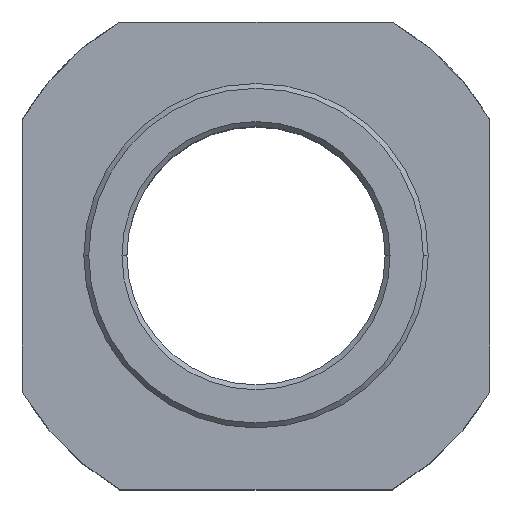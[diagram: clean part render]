
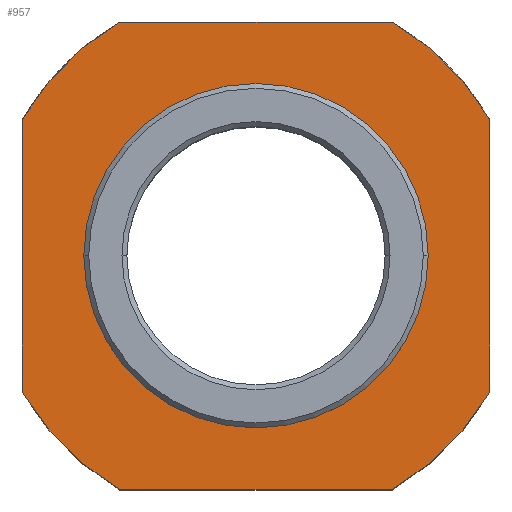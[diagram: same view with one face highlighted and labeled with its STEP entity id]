
A CAD part, top view. The second image highlights one B-rep face of the part: STEP entity #957.
In plain terms, the highlighted planar face has unit normal (0, 0, 1).
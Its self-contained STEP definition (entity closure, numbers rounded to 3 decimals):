
#14 = DIRECTION ( 'NONE',  ( 1., 0., 0. ) ) ;
#18 = CIRCLE ( 'NONE', #1241, 7. ) ;
#19 = DIRECTION ( 'NONE',  ( 0., 0., -1. ) ) ;
#20 = EDGE_LOOP ( 'NONE', ( #880, #663 ) ) ;
#21 = LINE ( 'NONE', #299, #403 ) ;
#31 = DIRECTION ( 'NONE',  ( 0., 0., -1. ) ) ;
#53 = CIRCLE ( 'NONE', #304, 11. ) ;
#74 = AXIS2_PLACEMENT_3D ( 'NONE', #1043, #182, #1118 ) ;
#78 = VERTEX_POINT ( 'NONE', #1236 ) ;
#91 = VECTOR ( 'NONE', #966, 1000. ) ;
#114 = DIRECTION ( 'NONE',  ( 0., 0., -1. ) ) ;
#131 = DIRECTION ( 'NONE',  ( 1., 0., 0. ) ) ;
#142 = LINE ( 'NONE', #219, #91 ) ;
#154 = EDGE_CURVE ( 'NONE', #728, #444, #21, .T. ) ;
#156 = LINE ( 'NONE', #250, #1075 ) ;
#157 = CARTESIAN_POINT ( 'NONE',  ( 9.5, -5.545, 7. ) ) ;
#164 = EDGE_CURVE ( 'NONE', #726, #229, #553, .T. ) ;
#181 = AXIS2_PLACEMENT_3D ( 'NONE', #804, #1086, #816 ) ;
#182 = DIRECTION ( 'NONE',  ( 0., 0., -1. ) ) ;
#192 = ORIENTED_EDGE ( 'NONE', *, *, #994, .F. ) ;
#219 = CARTESIAN_POINT ( 'NONE',  ( -9.5, 5.545, 7. ) ) ;
#229 = VERTEX_POINT ( 'NONE', #1124 ) ;
#230 = AXIS2_PLACEMENT_3D ( 'NONE', #786, #783, #600 ) ;
#250 = CARTESIAN_POINT ( 'NONE',  ( -5.545, -9.5, 7. ) ) ;
#299 = CARTESIAN_POINT ( 'NONE',  ( 5.545, 9.5, 7. ) ) ;
#304 = AXIS2_PLACEMENT_3D ( 'NONE', #352, #31, #1010 ) ;
#322 = EDGE_LOOP ( 'NONE', ( #999, #1193, #192, #518, #1209, #849, #458, #1157 ) ) ;
#325 = AXIS2_PLACEMENT_3D ( 'NONE', #884, #19, #14 ) ;
#352 = CARTESIAN_POINT ( 'NONE',  ( 0., 0., 7. ) ) ;
#357 = CARTESIAN_POINT ( 'NONE',  ( 5.545, 9.5, 7. ) ) ;
#361 = FACE_OUTER_BOUND ( 'NONE', #322, .T. ) ;
#375 = FACE_BOUND ( 'NONE', #20, .T. ) ;
#403 = VECTOR ( 'NONE', #420, 1000. ) ;
#414 = VERTEX_POINT ( 'NONE', #589 ) ;
#416 = DIRECTION ( 'NONE',  ( 0., 1., 0. ) ) ;
#420 = DIRECTION ( 'NONE',  ( -1., 0., 0. ) ) ;
#444 = VERTEX_POINT ( 'NONE', #893 ) ;
#458 = ORIENTED_EDGE ( 'NONE', *, *, #997, .F. ) ;
#462 = EDGE_CURVE ( 'NONE', #1122, #664, #18, .T. ) ;
#495 = CARTESIAN_POINT ( 'NONE',  ( -9.5, 5.545, 7. ) ) ;
#514 = VECTOR ( 'NONE', #416, 1000. ) ;
#518 = ORIENTED_EDGE ( 'NONE', *, *, #586, .T. ) ;
#548 = EDGE_CURVE ( 'NONE', #556, #414, #142, .T. ) ;
#551 = EDGE_CURVE ( 'NONE', #726, #78, #577, .T. ) ;
#553 = LINE ( 'NONE', #982, #514 ) ;
#556 = VERTEX_POINT ( 'NONE', #495 ) ;
#576 = CIRCLE ( 'NONE', #181, 11. ) ;
#577 = CIRCLE ( 'NONE', #325, 11. ) ;
#586 = EDGE_CURVE ( 'NONE', #1001, #78, #156, .T. ) ;
#589 = CARTESIAN_POINT ( 'NONE',  ( -9.5, -5.545, 7. ) ) ;
#600 = DIRECTION ( 'NONE',  ( 1., 0., 0. ) ) ;
#663 = ORIENTED_EDGE ( 'NONE', *, *, #710, .T. ) ;
#664 = VERTEX_POINT ( 'NONE', #1038 ) ;
#689 = PLANE ( 'NONE',  #230 ) ;
#710 = EDGE_CURVE ( 'NONE', #664, #1122, #958, .T. ) ;
#726 = VERTEX_POINT ( 'NONE', #157 ) ;
#728 = VERTEX_POINT ( 'NONE', #357 ) ;
#759 = AXIS2_PLACEMENT_3D ( 'NONE', #1263, #114, #972 ) ;
#783 = DIRECTION ( 'NONE',  ( 0., 0., 1. ) ) ;
#786 = CARTESIAN_POINT ( 'NONE',  ( 0., 0., 7. ) ) ;
#804 = CARTESIAN_POINT ( 'NONE',  ( 0., 0., 7. ) ) ;
#816 = DIRECTION ( 'NONE',  ( 1., 0., 0. ) ) ;
#823 = EDGE_CURVE ( 'NONE', #556, #444, #1185, .T. ) ;
#849 = ORIENTED_EDGE ( 'NONE', *, *, #164, .T. ) ;
#880 = ORIENTED_EDGE ( 'NONE', *, *, #462, .T. ) ;
#884 = CARTESIAN_POINT ( 'NONE',  ( 0., 0., 7. ) ) ;
#893 = CARTESIAN_POINT ( 'NONE',  ( -5.545, 9.5, 7. ) ) ;
#917 = CARTESIAN_POINT ( 'NONE',  ( -5.545, -9.5, 7. ) ) ;
#938 = DIRECTION ( 'NONE',  ( 1., 0., 0. ) ) ;
#957 = ADVANCED_FACE ( 'NONE', ( #375, #361 ), #689, .T. ) ;
#958 = CIRCLE ( 'NONE', #74, 7. ) ;
#966 = DIRECTION ( 'NONE',  ( 0., -1., 0. ) ) ;
#972 = DIRECTION ( 'NONE',  ( 1., 0., 0. ) ) ;
#982 = CARTESIAN_POINT ( 'NONE',  ( 9.5, -5.545, 7. ) ) ;
#989 = DIRECTION ( 'NONE',  ( 0., 0., -1. ) ) ;
#992 = CARTESIAN_POINT ( 'NONE',  ( 0., 0., 7. ) ) ;
#994 = EDGE_CURVE ( 'NONE', #1001, #414, #576, .T. ) ;
#997 = EDGE_CURVE ( 'NONE', #728, #229, #53, .T. ) ;
#999 = ORIENTED_EDGE ( 'NONE', *, *, #823, .F. ) ;
#1001 = VERTEX_POINT ( 'NONE', #917 ) ;
#1010 = DIRECTION ( 'NONE',  ( 1., 0., 0. ) ) ;
#1038 = CARTESIAN_POINT ( 'NONE',  ( -7., 0., 7. ) ) ;
#1043 = CARTESIAN_POINT ( 'NONE',  ( 0., 0., 7. ) ) ;
#1075 = VECTOR ( 'NONE', #938, 1000. ) ;
#1086 = DIRECTION ( 'NONE',  ( 0., 0., -1. ) ) ;
#1118 = DIRECTION ( 'NONE',  ( 1., 0., 0. ) ) ;
#1122 = VERTEX_POINT ( 'NONE', #1245 ) ;
#1124 = CARTESIAN_POINT ( 'NONE',  ( 9.5, 5.545, 7. ) ) ;
#1157 = ORIENTED_EDGE ( 'NONE', *, *, #154, .T. ) ;
#1185 = CIRCLE ( 'NONE', #759, 11. ) ;
#1193 = ORIENTED_EDGE ( 'NONE', *, *, #548, .T. ) ;
#1209 = ORIENTED_EDGE ( 'NONE', *, *, #551, .F. ) ;
#1236 = CARTESIAN_POINT ( 'NONE',  ( 5.545, -9.5, 7. ) ) ;
#1241 = AXIS2_PLACEMENT_3D ( 'NONE', #992, #989, #131 ) ;
#1245 = CARTESIAN_POINT ( 'NONE',  ( 7., 0., 7. ) ) ;
#1263 = CARTESIAN_POINT ( 'NONE',  ( 0., 0., 7. ) ) ;
